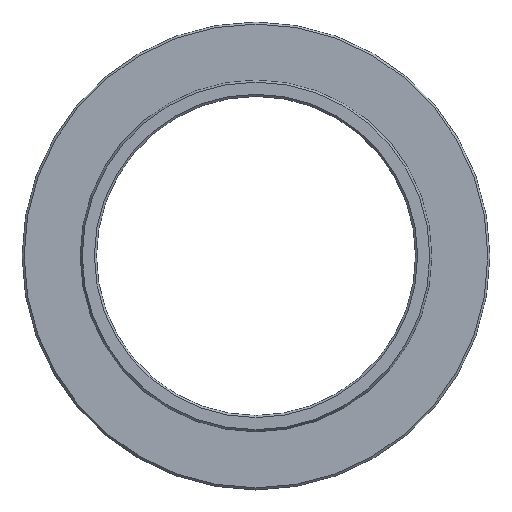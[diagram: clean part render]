
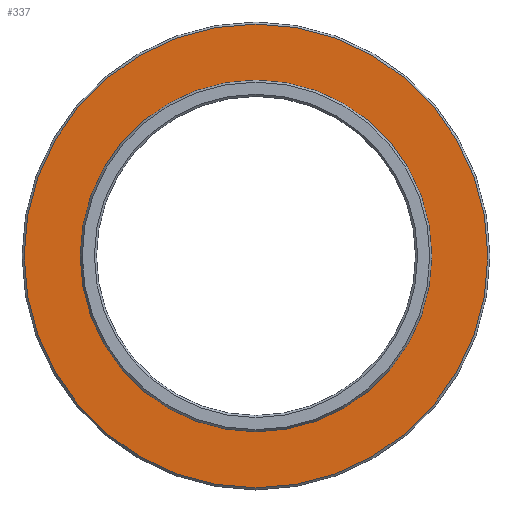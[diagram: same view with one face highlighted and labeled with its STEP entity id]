
A CAD part, top view. The second image highlights one B-rep face of the part: STEP entity #337.
In plain terms, the highlighted planar face has unit normal (0, 0, 1).
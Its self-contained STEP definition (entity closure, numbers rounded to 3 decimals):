
#2 = DIRECTION ( 'NONE',  ( -1., 0., 0. ) ) ;
#10 = CARTESIAN_POINT ( 'NONE',  ( 0., 20.19, -3.05 ) ) ;
#39 = FACE_BOUND ( 'NONE', #297, .T. ) ;
#139 = AXIS2_PLACEMENT_3D ( 'NONE', #290, #194, #2 ) ;
#145 = DIRECTION ( 'NONE',  ( 0., 0., 1. ) ) ;
#174 = DIRECTION ( 'NONE',  ( 1., 0., 0. ) ) ;
#194 = DIRECTION ( 'NONE',  ( 0., 0., 1. ) ) ;
#207 = AXIS2_PLACEMENT_3D ( 'NONE', #396, #145, #174 ) ;
#224 = CARTESIAN_POINT ( 'NONE',  ( 20.19, 0., -3.05 ) ) ;
#232 = DIRECTION ( 'NONE',  ( -1., 0., 0. ) ) ;
#233 = ORIENTED_EDGE ( 'NONE', *, *, #362, .F. ) ;
#241 = DIRECTION ( 'NONE',  ( 0., 0., -1. ) ) ;
#258 = EDGE_CURVE ( 'NONE', #379, #379, #407, .T. ) ;
#279 = AXIS2_PLACEMENT_3D ( 'NONE', #10, #241, #232 ) ;
#290 = CARTESIAN_POINT ( 'NONE',  ( 0., 0., -3.05 ) ) ;
#297 = EDGE_LOOP ( 'NONE', ( #233 ) ) ;
#299 = ORIENTED_EDGE ( 'NONE', *, *, #258, .T. ) ;
#300 = PLANE ( 'NONE',  #279 ) ;
#310 = CARTESIAN_POINT ( 'NONE',  ( -27.69, 0., -3.05 ) ) ;
#332 = EDGE_LOOP ( 'NONE', ( #299 ) ) ;
#336 = FACE_OUTER_BOUND ( 'NONE', #332, .T. ) ;
#337 = ADVANCED_FACE ( 'NONE', ( #336, #39 ), #300, .F. ) ;
#362 = EDGE_CURVE ( 'NONE', #384, #384, #388, .T. ) ;
#379 = VERTEX_POINT ( 'NONE', #310 ) ;
#384 = VERTEX_POINT ( 'NONE', #224 ) ;
#388 = CIRCLE ( 'NONE', #207, 20.19 ) ;
#396 = CARTESIAN_POINT ( 'NONE',  ( 0., 0., -3.05 ) ) ;
#407 = CIRCLE ( 'NONE', #139, 27.69 ) ;
